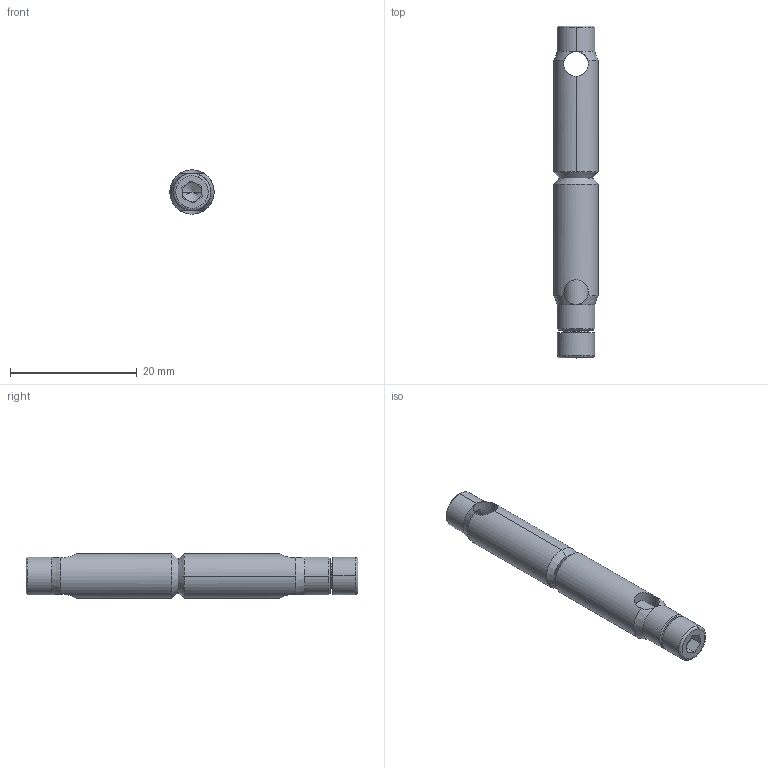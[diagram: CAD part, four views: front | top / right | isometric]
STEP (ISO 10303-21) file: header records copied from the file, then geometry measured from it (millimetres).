
FILE_DESCRIPTION (( 'STEP AP214' ), '1' );
FILE_NAME ('099GS051M4.STEP', '2015-06-01T15:05:13', ( 'Not-Admin' ), ( 'Hewlett-Packard Company' ), 'SwSTEP 2.0', 'SolidWorks 2014', '' );
FILE_SCHEMA (( 'AUTOMOTIVE_DESIGN' ));
Length unit declared in the file: millimetre
Products named in the file (1): 099GS051M4
Bounding box: 7 x 52.4 x 7 mm (x, y, z)
Volume: 1614.2 mm3; surface area: 2397.2 mm2
Topology: 3 solids, 3 shells, 241 faces, 633 edges, 395 vertices
Faces by surface type: cone 125, bspline 54, plane 38, cylinder 24
Entity records: 11454 total; most frequent: CARTESIAN_POINT 2777, DIRECTION 1341, ORIENTED_EDGE 1262, EDGE_CURVE 631, AXIS2_PLACEMENT_3D 569, VERTEX_POINT 395, CIRCLE 381, EDGE_LOOP 252
